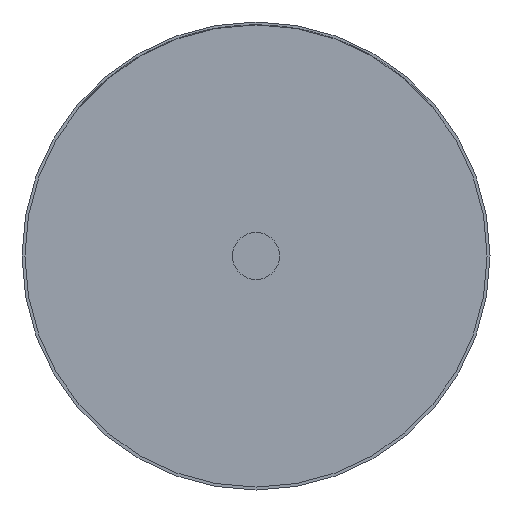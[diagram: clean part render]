
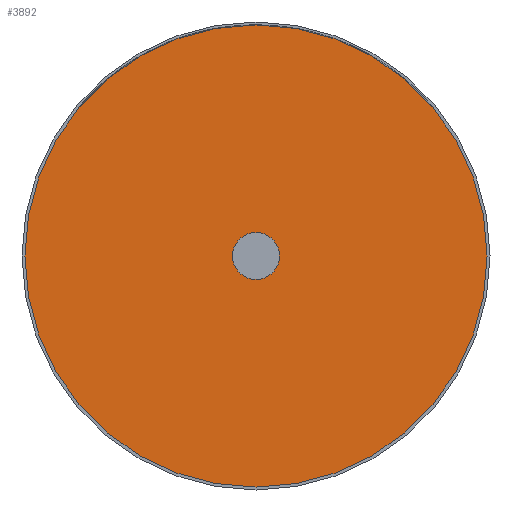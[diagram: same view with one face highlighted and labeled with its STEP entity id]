
A CAD part, front view. The second image highlights one B-rep face of the part: STEP entity #3892.
In plain terms, the highlighted planar face has unit normal (0, -1, 0).
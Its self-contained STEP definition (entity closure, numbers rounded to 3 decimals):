
#246 = ORIENTED_EDGE ( 'NONE', *, *, #3122, .F. ) ;
#286 = PLANE ( 'NONE',  #314 ) ;
#314 = AXIS2_PLACEMENT_3D ( 'NONE', #3480, #4179, #755 ) ;
#578 = VERTEX_POINT ( 'NONE', #1703 ) ;
#622 = CARTESIAN_POINT ( 'NONE',  ( 0., 0., 59. ) ) ;
#755 = DIRECTION ( 'NONE',  ( 0., 0., 1. ) ) ;
#818 = CARTESIAN_POINT ( 'NONE',  ( 0., 0., 0. ) ) ;
#1061 = AXIS2_PLACEMENT_3D ( 'NONE', #818, #3907, #2211 ) ;
#1076 = VERTEX_POINT ( 'NONE', #622 ) ;
#1096 = EDGE_LOOP ( 'NONE', ( #1398, #3381 ) ) ;
#1101 = FACE_BOUND ( 'NONE', #1096, .T. ) ;
#1285 = EDGE_CURVE ( 'NONE', #3734, #1366, #3512, .T. ) ;
#1366 = VERTEX_POINT ( 'NONE', #2569 ) ;
#1383 = AXIS2_PLACEMENT_3D ( 'NONE', #1788, #3462, #1412 ) ;
#1398 = ORIENTED_EDGE ( 'NONE', *, *, #1285, .F. ) ;
#1412 = DIRECTION ( 'NONE',  ( 0., 0., 1. ) ) ;
#1418 = DIRECTION ( 'NONE',  ( 0., 0., 1. ) ) ;
#1613 = AXIS2_PLACEMENT_3D ( 'NONE', #4184, #3857, #1418 ) ;
#1703 = CARTESIAN_POINT ( 'NONE',  ( 0., 0., -59. ) ) ;
#1788 = CARTESIAN_POINT ( 'NONE',  ( 0., 0., 0. ) ) ;
#2003 = CARTESIAN_POINT ( 'NONE',  ( 0., 0., 0. ) ) ;
#2211 = DIRECTION ( 'NONE',  ( 0., 0., 1. ) ) ;
#2265 = EDGE_LOOP ( 'NONE', ( #3187, #246 ) ) ;
#2569 = CARTESIAN_POINT ( 'NONE',  ( 0., 0., -6. ) ) ;
#2718 = DIRECTION ( 'NONE',  ( 0., 1., 0. ) ) ;
#2875 = CIRCLE ( 'NONE', #1061, 6. ) ;
#3122 = EDGE_CURVE ( 'NONE', #1076, #578, #3471, .T. ) ;
#3187 = ORIENTED_EDGE ( 'NONE', *, *, #4345, .F. ) ;
#3381 = ORIENTED_EDGE ( 'NONE', *, *, #4022, .F. ) ;
#3390 = CARTESIAN_POINT ( 'NONE',  ( 0., 0., 6. ) ) ;
#3462 = DIRECTION ( 'NONE',  ( 0., -1., 0. ) ) ;
#3471 = CIRCLE ( 'NONE', #4023, 59. ) ;
#3480 = CARTESIAN_POINT ( 'NONE',  ( 0., 0., 0. ) ) ;
#3512 = CIRCLE ( 'NONE', #1383, 6. ) ;
#3734 = VERTEX_POINT ( 'NONE', #3390 ) ;
#3747 = DIRECTION ( 'NONE',  ( 0., 0., 1. ) ) ;
#3857 = DIRECTION ( 'NONE',  ( 0., 1., 0. ) ) ;
#3892 = ADVANCED_FACE ( 'NONE', ( #4305, #1101 ), #286, .F. ) ;
#3907 = DIRECTION ( 'NONE',  ( 0., -1., 0. ) ) ;
#4022 = EDGE_CURVE ( 'NONE', #1366, #3734, #2875, .T. ) ;
#4023 = AXIS2_PLACEMENT_3D ( 'NONE', #2003, #2718, #3747 ) ;
#4090 = CIRCLE ( 'NONE', #1613, 59. ) ;
#4179 = DIRECTION ( 'NONE',  ( 0., 1., 0. ) ) ;
#4184 = CARTESIAN_POINT ( 'NONE',  ( 0., 0., 0. ) ) ;
#4305 = FACE_OUTER_BOUND ( 'NONE', #2265, .T. ) ;
#4345 = EDGE_CURVE ( 'NONE', #578, #1076, #4090, .T. ) ;
